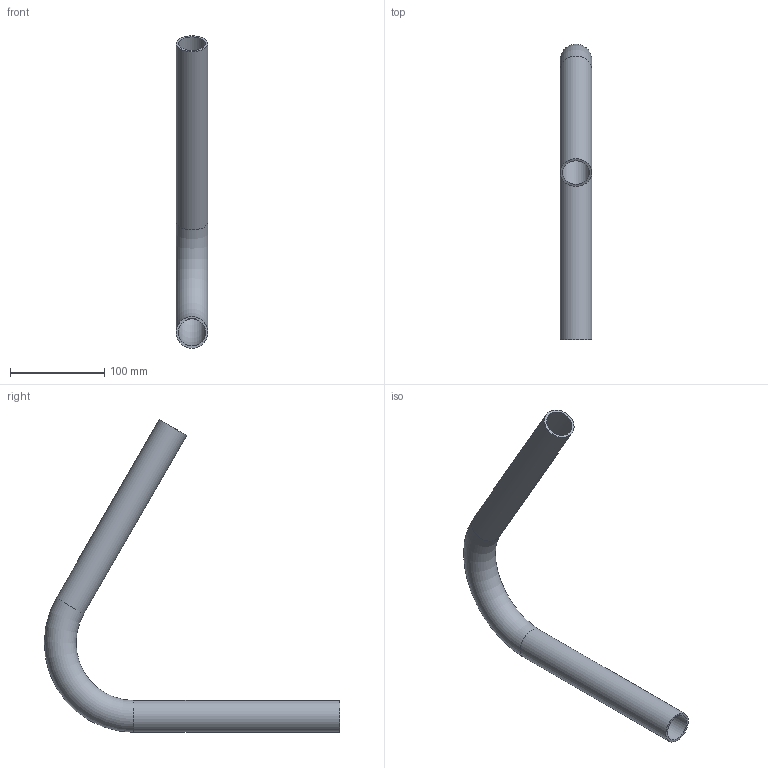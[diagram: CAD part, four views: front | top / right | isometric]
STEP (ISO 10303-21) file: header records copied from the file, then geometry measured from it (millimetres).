
FILE_DESCRIPTION (( 'STEP AP203' ), '1' );
FILE_NAME ('6966-120.step', '2023-09-14T07:39:24', ( '' ), ( '' ), 'SwSTEP 2.0', 'SolidWorks 2018', '' );
FILE_SCHEMA (( 'CONFIG_CONTROL_DESIGN' ));
Length unit declared in the file: millimetre
Products named in the file (1): 6966-120
Bounding box: 33.7 x 313.17 x 331.34 mm (x, y, z)
Volume: 147026.4 mm3; surface area: 118114.8 mm2
Topology: 1 solids, 1 shells, 213 faces, 559 edges, 372 vertices
Faces by surface type: plane 108, bspline 99, cylinder 4, torus 2
Full cylindrical faces by diameter (mm): 28.7 x2, 33.7 x2
Entity records: 11856 total; most frequent: CARTESIAN_POINT 7226, ORIENTED_EDGE 1102, DIRECTION 591, EDGE_CURVE 551, VERTEX_POINT 370, VECTOR 345, LINE 345, EDGE_LOOP 245
